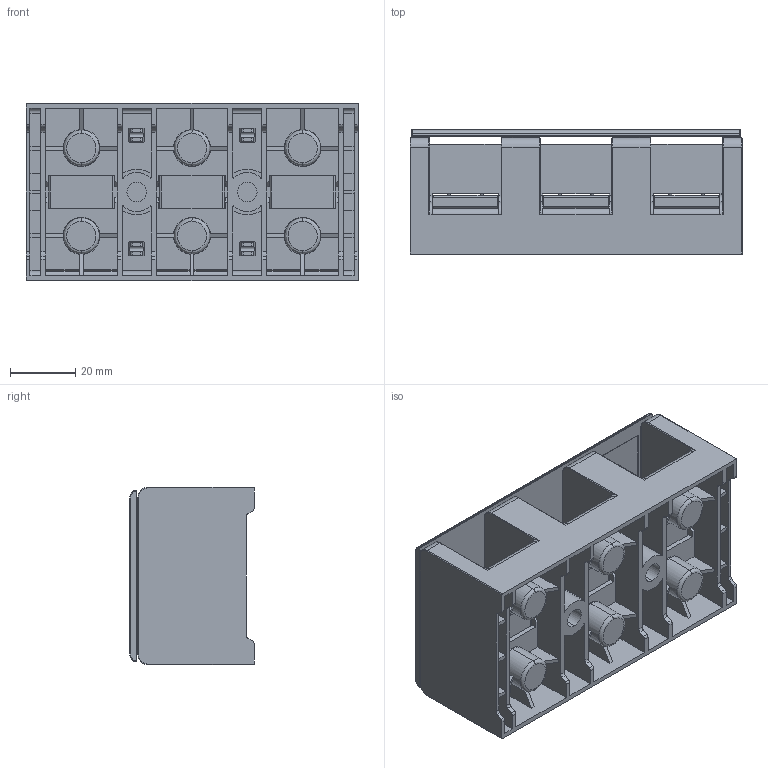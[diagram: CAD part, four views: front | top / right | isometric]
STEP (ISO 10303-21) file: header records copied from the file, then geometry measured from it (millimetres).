
FILE_DESCRIPTION((''),'2;1');
FILE_NAME('5YB574316_SW0001','2022-01-19T18:43:56',('Administrator'),(''),'CREO PARAMETRIC BY PTC INC, 2016510','CREO PARAMETRIC BY PTC INC, 2016510','');
FILE_SCHEMA(('CONFIG_CONTROL_DESIGN','SHAPE_APPEARANCE_LAYERS_GROUPS'));
Products named in the file (1): 5YB574316_SW0001
Bounding box: 102 x 38.2 x 54.5 mm (x, y, z)
Volume: 62969.1 mm3; surface area: 72147.4 mm2
Topology: 1 solids, 1 shells, 1879 faces, 5349 edges, 3514 vertices
Faces by surface type: plane 1410, cylinder 323, bspline 48, cone 44, torus 42, sphere 12
Entity records: 84243 total; most frequent: CARTESIAN_POINT 21893, ORIENTED_EDGE 10674, DIRECTION 9246, EDGE_CURVE 5337, VECTOR 4332, LINE 4332, VERTEX_POINT 3514, AXIS2_PLACEMENT_3D 2457
